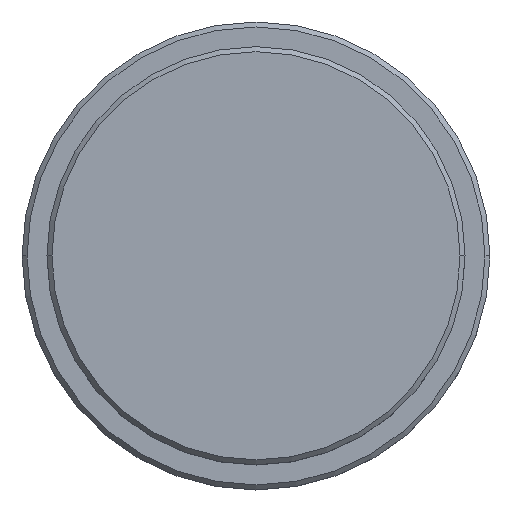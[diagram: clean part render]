
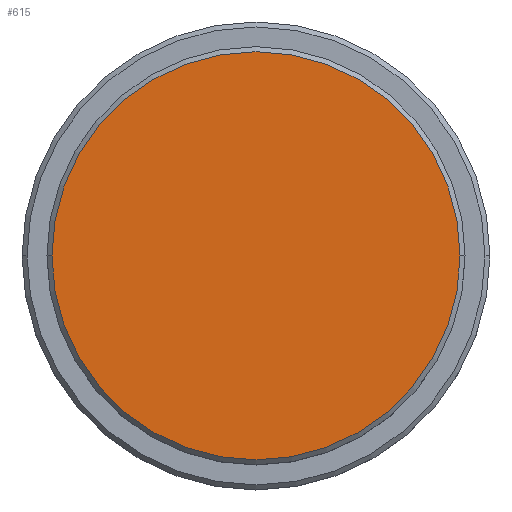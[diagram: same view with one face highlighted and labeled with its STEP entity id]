
A CAD part, top view. The second image highlights one B-rep face of the part: STEP entity #615.
In plain terms, the highlighted planar face has unit normal (0, 0, 1).
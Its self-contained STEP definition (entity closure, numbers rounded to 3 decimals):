
#23 = CARTESIAN_POINT ( 'NONE',  ( 0., 0., 0. ) ) ;
#79 = CARTESIAN_POINT ( 'NONE',  ( 0., 0., 0. ) ) ;
#114 = EDGE_CURVE ( 'NONE', #1339, #1070, #1146, .T. ) ;
#206 = FACE_OUTER_BOUND ( 'NONE', #1373, .T. ) ;
#228 = EDGE_CURVE ( 'NONE', #1070, #1339, #840, .T. ) ;
#391 = DIRECTION ( 'NONE',  ( 0., 0., 1. ) ) ;
#447 = CARTESIAN_POINT ( 'NONE',  ( 0., 0., 0. ) ) ;
#453 = DIRECTION ( 'NONE',  ( 1., 0., 0. ) ) ;
#615 = ADVANCED_FACE ( 'NONE', ( #206 ), #833, .T. ) ;
#809 = CARTESIAN_POINT ( 'NONE',  ( -20.5, 0., 0. ) ) ;
#817 = ORIENTED_EDGE ( 'NONE', *, *, #114, .T. ) ;
#833 = PLANE ( 'NONE',  #1149 ) ;
#838 = AXIS2_PLACEMENT_3D ( 'NONE', #447, #871, #1351 ) ;
#840 = CIRCLE ( 'NONE', #1283, 20.5 ) ;
#871 = DIRECTION ( 'NONE',  ( 0., 0., 1. ) ) ;
#972 = DIRECTION ( 'NONE',  ( 0., 0., 1. ) ) ;
#1070 = VERTEX_POINT ( 'NONE', #809 ) ;
#1145 = CARTESIAN_POINT ( 'NONE',  ( 20.5, 0., 0. ) ) ;
#1146 = CIRCLE ( 'NONE', #838, 20.5 ) ;
#1149 = AXIS2_PLACEMENT_3D ( 'NONE', #79, #391, #1160 ) ;
#1160 = DIRECTION ( 'NONE',  ( 1., 0., 0. ) ) ;
#1211 = ORIENTED_EDGE ( 'NONE', *, *, #228, .T. ) ;
#1283 = AXIS2_PLACEMENT_3D ( 'NONE', #23, #972, #453 ) ;
#1339 = VERTEX_POINT ( 'NONE', #1145 ) ;
#1351 = DIRECTION ( 'NONE',  ( 1., 0., 0. ) ) ;
#1373 = EDGE_LOOP ( 'NONE', ( #1211, #817 ) ) ;
